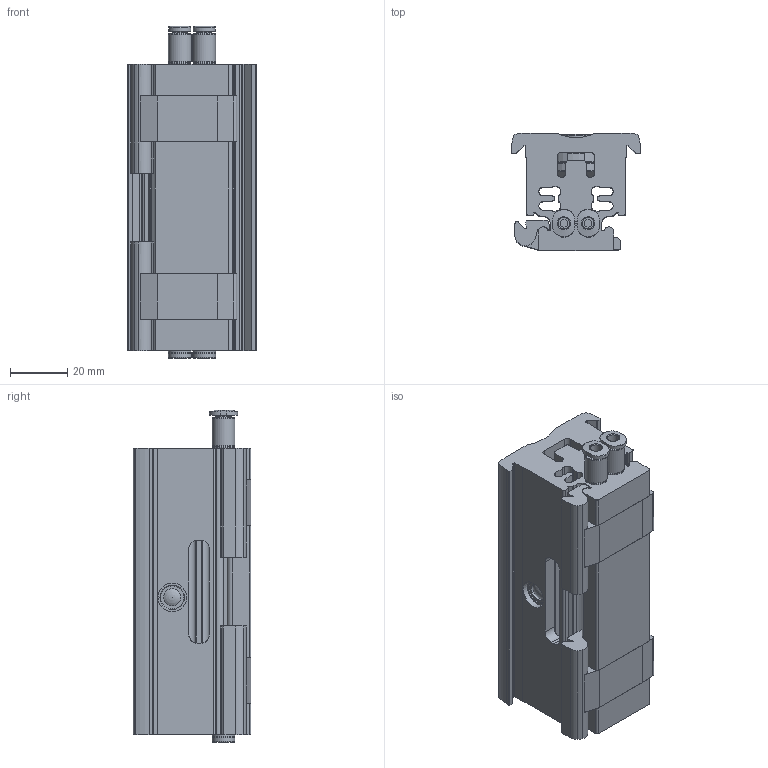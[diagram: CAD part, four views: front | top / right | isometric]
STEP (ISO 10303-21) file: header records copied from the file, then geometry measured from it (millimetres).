
FILE_DESCRIPTION(/* description */ ('STEP AP214'),/* implementation_level */ '2;1');
FILE_NAME(/* name */ '541700_DADM-DGC-25-A',/* time_stamp */ '2024-08-08T15:55:03+02:00',/* author */ ('License CC BY-ND 4.0'),/* organization */ ('CADENAS'),/* preprocessor_version */ 'ST-DEVELOPER v19.3',/* originating_system */ 'PARTsolutions',/* authorisation */ ' ');
FILE_SCHEMA (('AUTOMOTIVE_DESIGN {1 0 10303 214 3 1 1}'));
Length unit declared in the file: millimetre
Products named in the file (6): 541700 DADM-DGC-25-A---(90_1); 541700 DADM-DGC-25-A---(GEH); 690990 DADM-DGC-25/32-A; 541700 DADM-DGC-25-A---(ANSCHL); 153315 QSM-M5-4-I; 174308 B-M5-B
Assembly tree (8 placements, depth 2):
  541700 DADM-DGC-25-A---(90_1)
    541700 DADM-DGC-25-A---(GEH)
    690990 DADM-DGC-25/32-A  x2
    541700 DADM-DGC-25-A---(ANSCHL)
    153315 QSM-M5-4-I  x2
    174308 B-M5-B  x2
Bounding box: 45 x 41 x 115.9 mm (x, y, z)
Volume: 111372.5 mm3; surface area: 46520.2 mm2
Topology: 8 solids, 8 shells, 573 faces, 1611 edges, 1058 vertices
Faces by surface type: cylinder 263, plane 257, cone 39, torus 12, sphere 2
Full cylindrical faces by diameter (mm): 4 x6, 4.134 x4, 4.917 x4, 5 x4, 5.4 x2, 6 x3, 7.2 x2, 7.8 x6, 8 x10, 9 x1, 10 x3, 13.5 x1, 15.5 x1, 19 x1
Entity records: 15783 total; most frequent: CARTESIAN_POINT 3109, DIRECTION 2579, ORIENTED_EDGE 2532, EDGE_CURVE 1266, AXIS2_PLACEMENT_3D 943, VERTEX_POINT 873, LINE 693, VECTOR 693
